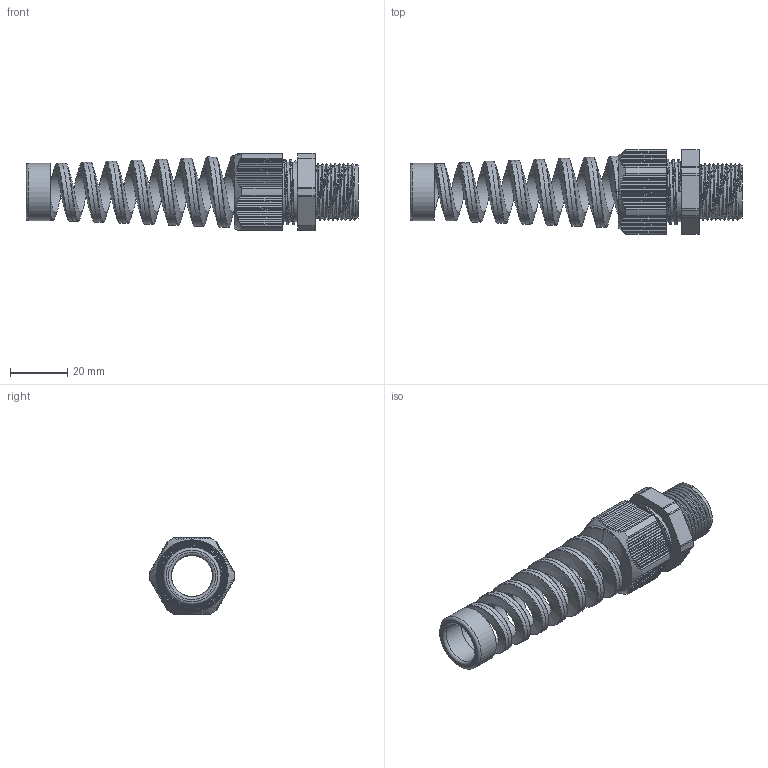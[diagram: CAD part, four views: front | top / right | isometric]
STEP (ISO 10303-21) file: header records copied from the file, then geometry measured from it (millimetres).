
FILE_DESCRIPTION(/* description */ ('Euro-Top-BS M20x1,5, KB: 10-14'),/* implementation_level */ '2;1');
FILE_NAME(/* name */ '13380522-RST.stp',/* time_stamp */ '2022-01-31T13:12:33+01:00',/* author */ ('sl'),/* organization */ (''),/* preprocessor_version */ 'ST-DEVELOPER v16.5',/* originating_system */ 'Autodesk Inventor 2017',/* authorisation */ '');
FILE_SCHEMA (('AUTOMOTIVE_DESIGN { 1 0 10303 214 3 1 1 }'));
Length unit declared in the file: millimetre
Products named in the file (7): 13380522; 13380522_1; 13380522_2; 13380522_3; 13380522_4; 13380522_5; 11380522
Assembly tree (6 placements, depth 3):
  13380522
    13380522_1
    13380522_2
      13380522_3
      13380522_4
      13380522_5
    11380522
Bounding box: 116 x 29.51 x 27.07 mm (x, y, z)
Volume: 20344.8 mm3; surface area: 21093.8 mm2
Topology: 5 solids, 5 shells, 466 faces, 1310 edges, 859 vertices
Faces by surface type: plane 268, cylinder 125, bspline 47, torus 23, cone 3
Full cylindrical faces by diameter (mm): 14.3 x1, 14.5 x1, 14.62 x1, 17.3 x1, 17.65 x1, 18.478 x10, 20.1 x1, 20.32 x1, 20.81 x6, 23.52 x5
Entity records: 23962 total; most frequent: CARTESIAN_POINT 12864, ORIENTED_EDGE 2452, DIRECTION 2118, EDGE_CURVE 1226, VERTEX_POINT 814, AXIS2_PLACEMENT_3D 753, LINE 612, VECTOR 612
